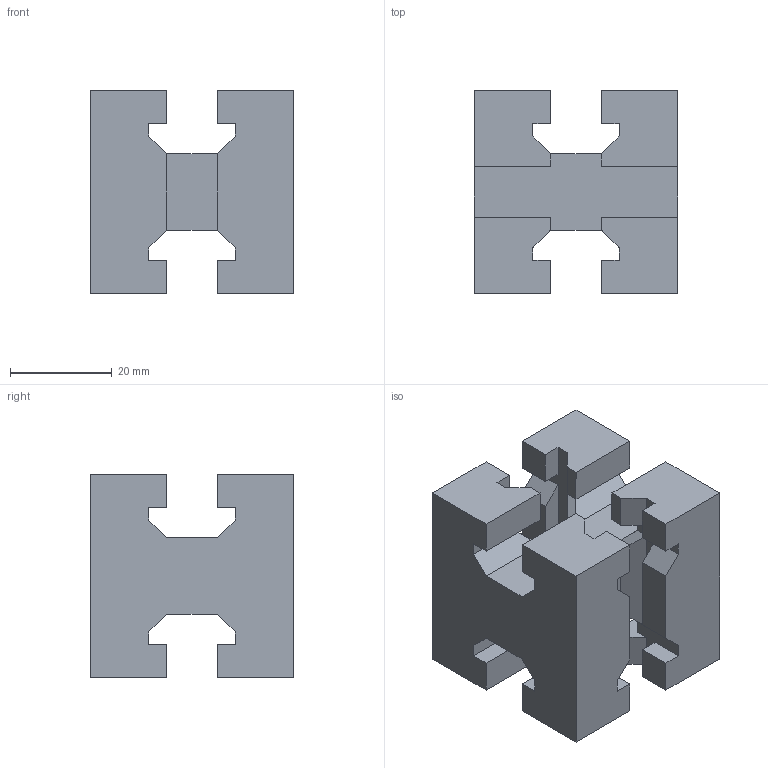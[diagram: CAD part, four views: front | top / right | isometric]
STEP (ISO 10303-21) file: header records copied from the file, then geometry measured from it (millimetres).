
FILE_DESCRIPTION(('STEP AP214'),'1');
FILE_NAME(' ',' ',('TraceParts'),('TraceParts S.A.'),'XStep 1.0',' ',' ');
FILE_SCHEMA(('automotive_design'));
Length unit declared in the file: millimetre
Products named in the file (1): 1
Bounding box: 40 x 40 x 40 mm (x, y, z)
Volume: 37693.7 mm3; surface area: 12759.7 mm2
Topology: 1 solids, 1 shells, 122 faces, 344 edges, 224 vertices
Faces by surface type: plane 122
Entity records: 7672 total; most frequent: CARTESIAN_POINT 691, STYLED_ITEM 690, PRESENTATION_STYLE_ASSIGNMENT 690, COLOUR_RGB 690, ORIENTED_EDGE 688, DIRECTION 590, EDGE_CURVE 344, CURVE_STYLE 344
